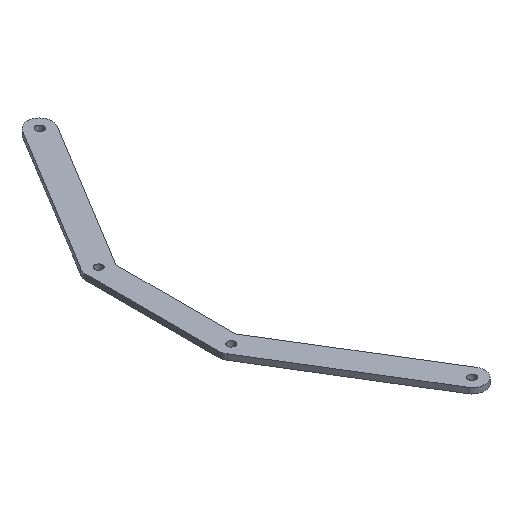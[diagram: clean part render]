
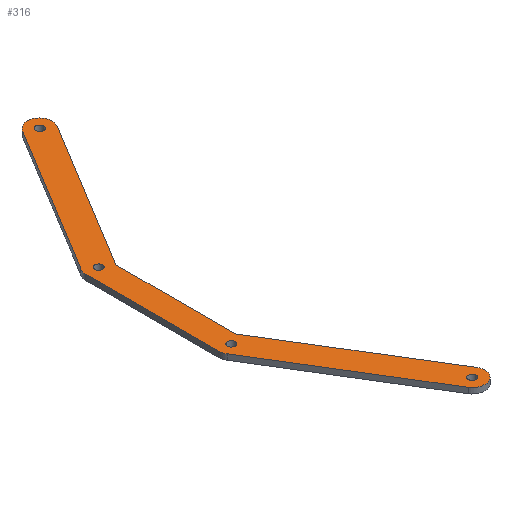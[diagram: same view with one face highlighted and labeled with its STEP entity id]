
A CAD part, isometric view. The second image highlights one B-rep face of the part: STEP entity #316.
In plain terms, the highlighted planar face has unit normal (0, 0, 1).
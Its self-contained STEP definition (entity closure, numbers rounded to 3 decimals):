
#19=FACE_BOUND('',#67,.T.);
#20=FACE_BOUND('',#68,.T.);
#21=FACE_BOUND('',#69,.T.);
#22=FACE_BOUND('',#70,.T.);
#30=PLANE('',#350);
#46=FACE_OUTER_BOUND('',#66,.T.);
#66=EDGE_LOOP('',(#279,#280,#281,#282,#283,#284,#285,#286,#287,#288));
#67=EDGE_LOOP('',(#289));
#68=EDGE_LOOP('',(#290));
#69=EDGE_LOOP('',(#291));
#70=EDGE_LOOP('',(#292));
#75=LINE('',#471,#101);
#80=LINE('',#485,#106);
#84=LINE('',#497,#110);
#88=LINE('',#509,#114);
#91=LINE('',#515,#117);
#94=LINE('',#521,#120);
#101=VECTOR('',#383,10.);
#106=VECTOR('',#396,10.);
#110=VECTOR('',#408,10.);
#114=VECTOR('',#420,10.);
#117=VECTOR('',#425,10.);
#120=VECTOR('',#430,10.);
#124=CIRCLE('',#321,0.7);
#126=CIRCLE('',#324,0.7);
#128=CIRCLE('',#327,0.7);
#130=CIRCLE('',#330,0.7);
#131=CIRCLE('',#333,2.25);
#133=CIRCLE('',#337,2.25);
#135=CIRCLE('',#341,2.25);
#137=CIRCLE('',#347,2.25);
#140=VERTEX_POINT('',#447);
#142=VERTEX_POINT('',#453);
#144=VERTEX_POINT('',#459);
#146=VERTEX_POINT('',#465);
#147=VERTEX_POINT('',#469);
#148=VERTEX_POINT('',#470);
#151=VERTEX_POINT('',#478);
#153=VERTEX_POINT('',#484);
#155=VERTEX_POINT('',#490);
#157=VERTEX_POINT('',#496);
#159=VERTEX_POINT('',#502);
#161=VERTEX_POINT('',#508);
#163=VERTEX_POINT('',#514);
#165=VERTEX_POINT('',#520);
#169=EDGE_CURVE('',#140,#140,#124,.T.);
#172=EDGE_CURVE('',#142,#142,#126,.T.);
#175=EDGE_CURVE('',#144,#144,#128,.T.);
#178=EDGE_CURVE('',#146,#146,#130,.T.);
#179=EDGE_CURVE('',#147,#148,#75,.T.);
#183=EDGE_CURVE('',#151,#148,#131,.T.);
#186=EDGE_CURVE('',#151,#153,#80,.T.);
#189=EDGE_CURVE('',#155,#153,#133,.T.);
#192=EDGE_CURVE('',#155,#157,#84,.T.);
#195=EDGE_CURVE('',#159,#157,#135,.T.);
#198=EDGE_CURVE('',#159,#161,#88,.T.);
#201=EDGE_CURVE('',#163,#161,#91,.T.);
#204=EDGE_CURVE('',#165,#163,#94,.T.);
#207=EDGE_CURVE('',#147,#165,#137,.T.);
#279=ORIENTED_EDGE('',*,*,#207,.F.);
#280=ORIENTED_EDGE('',*,*,#179,.T.);
#281=ORIENTED_EDGE('',*,*,#183,.F.);
#282=ORIENTED_EDGE('',*,*,#186,.T.);
#283=ORIENTED_EDGE('',*,*,#189,.F.);
#284=ORIENTED_EDGE('',*,*,#192,.T.);
#285=ORIENTED_EDGE('',*,*,#195,.F.);
#286=ORIENTED_EDGE('',*,*,#198,.T.);
#287=ORIENTED_EDGE('',*,*,#201,.F.);
#288=ORIENTED_EDGE('',*,*,#204,.F.);
#289=ORIENTED_EDGE('',*,*,#178,.F.);
#290=ORIENTED_EDGE('',*,*,#175,.F.);
#291=ORIENTED_EDGE('',*,*,#172,.F.);
#292=ORIENTED_EDGE('',*,*,#169,.F.);
#316=ADVANCED_FACE('',(#46,#19,#20,#21,#22),#30,.F.);
#321=AXIS2_PLACEMENT_3D('',#449,#358,#359);
#324=AXIS2_PLACEMENT_3D('',#455,#365,#366);
#327=AXIS2_PLACEMENT_3D('',#461,#372,#373);
#330=AXIS2_PLACEMENT_3D('',#467,#379,#380);
#333=AXIS2_PLACEMENT_3D('',#479,#389,#390);
#337=AXIS2_PLACEMENT_3D('',#491,#401,#402);
#341=AXIS2_PLACEMENT_3D('',#503,#413,#414);
#347=AXIS2_PLACEMENT_3D('',#526,#435,#436);
#350=AXIS2_PLACEMENT_3D('',#529,#441,#442);
#358=DIRECTION('center_axis',(0.,0.,1.));
#359=DIRECTION('ref_axis',(1.,0.,0.));
#365=DIRECTION('center_axis',(0.,0.,1.));
#366=DIRECTION('ref_axis',(1.,0.,0.));
#372=DIRECTION('center_axis',(0.,0.,1.));
#373=DIRECTION('ref_axis',(1.,0.,0.));
#379=DIRECTION('center_axis',(0.,0.,1.));
#380=DIRECTION('ref_axis',(1.,0.,0.));
#383=DIRECTION('',(-0.519,-0.855,0.));
#389=DIRECTION('center_axis',(0.,0.,-1.));
#390=DIRECTION('ref_axis',(-1.,0.,0.));
#396=DIRECTION('',(0.,-1.,0.));
#401=DIRECTION('center_axis',(0.,0.,-1.));
#402=DIRECTION('ref_axis',(-0.853,-0.522,0.));
#408=DIRECTION('',(0.522,-0.853,0.));
#413=DIRECTION('center_axis',(0.,0.,-1.));
#414=DIRECTION('ref_axis',(0.853,0.522,0.));
#420=DIRECTION('',(-0.522,0.853,0.));
#425=DIRECTION('',(0.,-1.,0.));
#430=DIRECTION('',(-0.519,-0.855,0.));
#435=DIRECTION('center_axis',(0.,0.,-1.));
#436=DIRECTION('ref_axis',(-0.876,0.482,0.));
#441=DIRECTION('center_axis',(0.,0.,-1.));
#442=DIRECTION('ref_axis',(1.,0.,0.));
#447=CARTESIAN_POINT('',(-51.303,-38.772,21.75));
#449=CARTESIAN_POINT('Origin',(-50.603,-38.772,21.75));
#453=CARTESIAN_POINT('',(-67.7,-11.981,21.75));
#455=CARTESIAN_POINT('Origin',(-67.,-11.981,21.75));
#459=CARTESIAN_POINT('',(-51.399,38.693,21.75));
#461=CARTESIAN_POINT('Origin',(-50.699,38.693,21.75));
#465=CARTESIAN_POINT('',(-67.7,11.846,21.75));
#467=CARTESIAN_POINT('Origin',(-67.,11.846,21.75));
#469=CARTESIAN_POINT('',(-52.671,39.777,21.75));
#470=CARTESIAN_POINT('',(-68.804,13.19,21.75));
#471=CARTESIAN_POINT('',(-52.671,39.777,21.75));
#478=CARTESIAN_POINT('',(-69.25,11.846,21.75));
#479=CARTESIAN_POINT('Origin',(-67.,11.846,21.75));
#484=CARTESIAN_POINT('',(-69.25,-11.981,21.75));
#485=CARTESIAN_POINT('',(-69.25,11.846,21.75));
#490=CARTESIAN_POINT('',(-68.919,-13.156,21.75));
#491=CARTESIAN_POINT('Origin',(-67.,-11.981,21.75));
#496=CARTESIAN_POINT('',(-52.522,-39.946,21.75));
#497=CARTESIAN_POINT('',(-68.919,-13.156,21.75));
#502=CARTESIAN_POINT('',(-48.684,-37.597,21.75));
#503=CARTESIAN_POINT('Origin',(-50.603,-38.772,21.75));
#508=CARTESIAN_POINT('',(-65.081,-10.806,21.75));
#509=CARTESIAN_POINT('',(-48.684,-37.597,21.75));
#514=CARTESIAN_POINT('',(-65.081,10.672,21.75));
#515=CARTESIAN_POINT('',(-65.081,10.672,21.75));
#520=CARTESIAN_POINT('',(-48.756,37.558,21.75));
#521=CARTESIAN_POINT('',(-48.756,37.558,21.75));
#526=CARTESIAN_POINT('Origin',(-50.699,38.693,21.75));
#529=CARTESIAN_POINT('Origin',(-58.801,-0.04,21.75));
